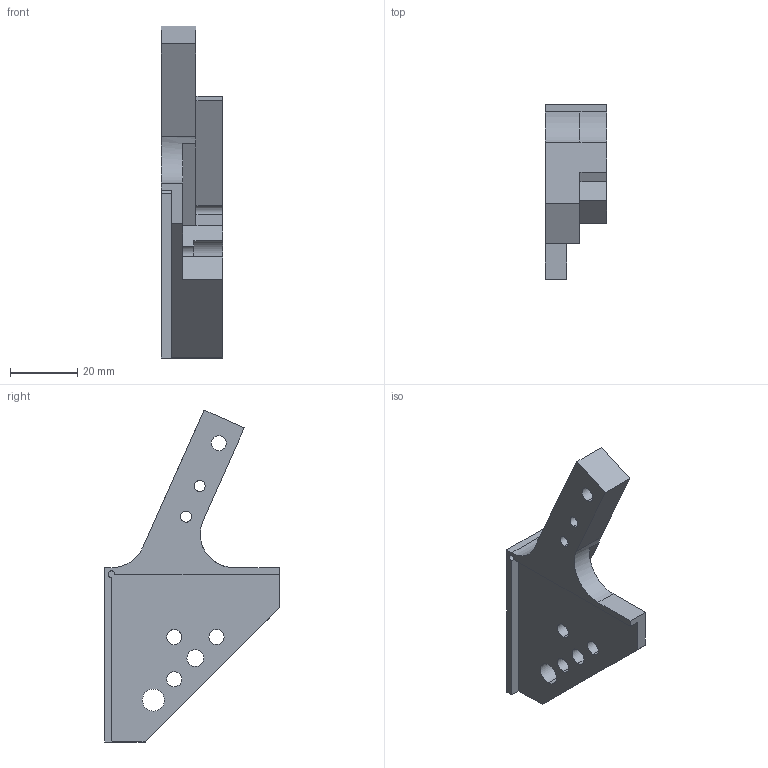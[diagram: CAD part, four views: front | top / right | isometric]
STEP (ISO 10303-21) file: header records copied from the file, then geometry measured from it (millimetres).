
FILE_DESCRIPTION (( 'STEP AP203' ), '1' );
FILE_NAME ('1_2inch_mag_stage.STEP', '2021-11-03T13:08:26', ( '' ), ( '' ), 'SwSTEP 2.0', 'SolidWorks 2020', '' );
FILE_SCHEMA (( 'CONFIG_CONTROL_DESIGN' ));
Length unit declared in the file: millimetre
Products named in the file (1): 1_2inch_mag_stage
Bounding box: 18.36 x 52 x 98.99 mm (x, y, z)
Volume: 25575.5 mm3; surface area: 10944 mm2
Topology: 1 solids, 1 shells, 61 faces, 172 edges, 114 vertices
Faces by surface type: cylinder 33, plane 28
Entity records: 2109 total; most frequent: DIRECTION 366, CARTESIAN_POINT 348, ORIENTED_EDGE 344, EDGE_CURVE 172, AXIS2_PLACEMENT_3D 132, VERTEX_POINT 114, VECTOR 102, LINE 102
